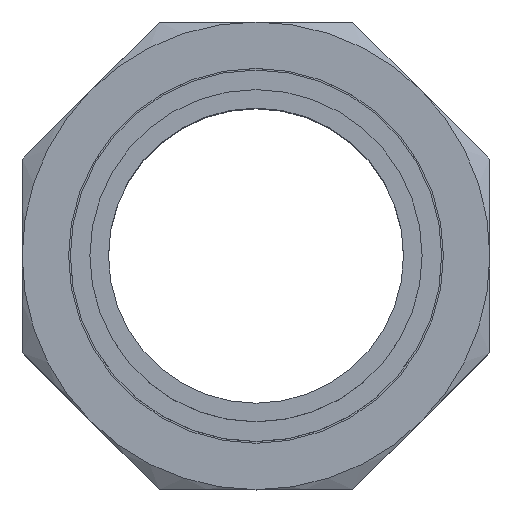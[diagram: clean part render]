
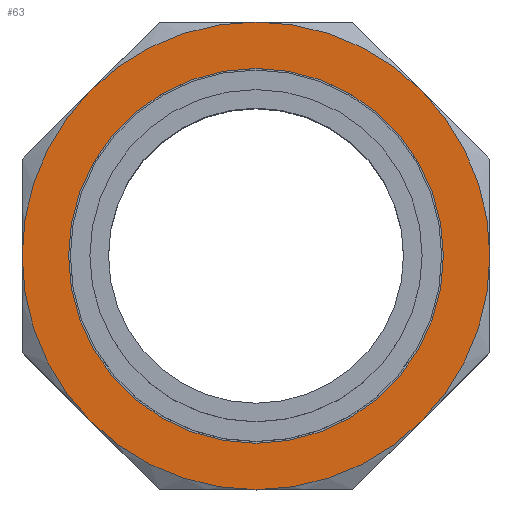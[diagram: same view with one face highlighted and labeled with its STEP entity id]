
A CAD part, top view. The second image highlights one B-rep face of the part: STEP entity #63.
In plain terms, the highlighted planar face has unit normal (0, 0, 1).
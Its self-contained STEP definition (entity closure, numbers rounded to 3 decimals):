
#27 = EDGE_LOOP ( 'NONE', ( #43, #69, #98, #120, #90, #89, #83, #82 ) ) ;
#28 = ORIENTED_EDGE ( 'NONE', *, *, #70, .F. ) ;
#29 = ORIENTED_EDGE ( 'NONE', *, *, #2433, .F. ) ;
#43 = ORIENTED_EDGE ( 'NONE', *, *, #166, .T. ) ;
#63 = ADVANCED_FACE ( 'NONE', ( #2380, #2375 ), #2374, .F. ) ;
#69 = ORIENTED_EDGE ( 'NONE', *, *, #216, .T. ) ;
#70 = EDGE_CURVE ( 'NONE', #2434, #2436, #1990, .T. ) ;
#71 = EDGE_LOOP ( 'NONE', ( #28, #29 ) ) ;
#82 = ORIENTED_EDGE ( 'NONE', *, *, #289, .T. ) ;
#83 = ORIENTED_EDGE ( 'NONE', *, *, #295, .T. ) ;
#89 = ORIENTED_EDGE ( 'NONE', *, *, #1583, .T. ) ;
#90 = ORIENTED_EDGE ( 'NONE', *, *, #1629, .T. ) ;
#98 = ORIENTED_EDGE ( 'NONE', *, *, #179, .T. ) ;
#99 = DIRECTION ( 'NONE',  ( 1., 0., 0. ) ) ;
#100 = DIRECTION ( 'NONE',  ( 0., 0., 1. ) ) ;
#101 = CARTESIAN_POINT ( 'NONE',  ( 0., 0., 12.5 ) ) ;
#102 = AXIS2_PLACEMENT_3D ( 'NONE', #101, #100, #99 ) ;
#103 = CIRCLE ( 'NONE', #102, 34. ) ;
#120 = ORIENTED_EDGE ( 'NONE', *, *, #1397, .T. ) ;
#129 = AXIS2_PLACEMENT_3D ( 'NONE', #136, #133, #151 ) ;
#133 = DIRECTION ( 'NONE',  ( 0., 0., 1. ) ) ;
#136 = CARTESIAN_POINT ( 'NONE',  ( 0., 0., 12.5 ) ) ;
#151 = DIRECTION ( 'NONE',  ( 1., 0., 0. ) ) ;
#158 = CIRCLE ( 'NONE', #129, 34. ) ;
#166 = EDGE_CURVE ( 'NONE', #195, #259, #2250, .T. ) ;
#179 = EDGE_CURVE ( 'NONE', #263, #239, #2277, .T. ) ;
#195 = VERTEX_POINT ( 'NONE', #2416 ) ;
#216 = EDGE_CURVE ( 'NONE', #259, #263, #103, .T. ) ;
#239 = VERTEX_POINT ( 'NONE', #358 ) ;
#240 = VERTEX_POINT ( 'NONE', #357 ) ;
#259 = VERTEX_POINT ( 'NONE', #281 ) ;
#263 = VERTEX_POINT ( 'NONE', #280 ) ;
#279 = VERTEX_POINT ( 'NONE', #308 ) ;
#280 = CARTESIAN_POINT ( 'NONE',  ( 0., 34., 12.5 ) ) ;
#281 = CARTESIAN_POINT ( 'NONE',  ( 24.042, 24.042, 12.5 ) ) ;
#284 = VERTEX_POINT ( 'NONE', #307 ) ;
#289 = EDGE_CURVE ( 'NONE', #284, #195, #312, .T. ) ;
#295 = EDGE_CURVE ( 'NONE', #296, #284, #158, .T. ) ;
#296 = VERTEX_POINT ( 'NONE', #428 ) ;
#307 = CARTESIAN_POINT ( 'NONE',  ( 24.042, -24.042, 12.5 ) ) ;
#308 = CARTESIAN_POINT ( 'NONE',  ( -24.042, -24.042, 12.5 ) ) ;
#309 = CARTESIAN_POINT ( 'NONE',  ( 0., 0., 12.5 ) ) ;
#310 = AXIS2_PLACEMENT_3D ( 'NONE', #309, #314, #313 ) ;
#312 = CIRCLE ( 'NONE', #310, 34. ) ;
#313 = DIRECTION ( 'NONE',  ( 1., 0., 0. ) ) ;
#314 = DIRECTION ( 'NONE',  ( 0., 0., 1. ) ) ;
#357 = CARTESIAN_POINT ( 'NONE',  ( -34., 0., 12.5 ) ) ;
#358 = CARTESIAN_POINT ( 'NONE',  ( -24.042, 24.042, 12.5 ) ) ;
#428 = CARTESIAN_POINT ( 'NONE',  ( 0., -34., 12.5 ) ) ;
#576 = DIRECTION ( 'NONE',  ( 1., 0., 0. ) ) ;
#577 = CIRCLE ( 'NONE', #581, 34. ) ;
#579 = DIRECTION ( 'NONE',  ( 0., 0., 1. ) ) ;
#580 = CARTESIAN_POINT ( 'NONE',  ( 0., 0., 12.5 ) ) ;
#581 = AXIS2_PLACEMENT_3D ( 'NONE', #580, #579, #576 ) ;
#773 = CARTESIAN_POINT ( 'NONE',  ( 0., 0., 12.5 ) ) ;
#783 = DIRECTION ( 'NONE',  ( 1., 0., 0. ) ) ;
#784 = DIRECTION ( 'NONE',  ( 0., 0., 1. ) ) ;
#785 = AXIS2_PLACEMENT_3D ( 'NONE', #773, #784, #783 ) ;
#786 = CIRCLE ( 'NONE', #785, 34. ) ;
#1397 = EDGE_CURVE ( 'NONE', #239, #240, #577, .T. ) ;
#1583 = EDGE_CURVE ( 'NONE', #279, #296, #786, .T. ) ;
#1629 = EDGE_CURVE ( 'NONE', #240, #279, #1848, .T. ) ;
#1652 = DIRECTION ( 'NONE',  ( 0., 0., 1. ) ) ;
#1656 = DIRECTION ( 'NONE',  ( 1., 0., 0. ) ) ;
#1775 = DIRECTION ( 'NONE',  ( 0., 0., 1. ) ) ;
#1783 = DIRECTION ( 'NONE',  ( 1., 0., 0. ) ) ;
#1844 = CARTESIAN_POINT ( 'NONE',  ( 0., 0., 12.5 ) ) ;
#1848 = CIRCLE ( 'NONE', #1853, 34. ) ;
#1852 = CARTESIAN_POINT ( 'NONE',  ( 0., 0., 12.5 ) ) ;
#1853 = AXIS2_PLACEMENT_3D ( 'NONE', #1852, #1859, #1858 ) ;
#1858 = DIRECTION ( 'NONE',  ( 1., 0., 0. ) ) ;
#1859 = DIRECTION ( 'NONE',  ( 0., 0., 1. ) ) ;
#1865 = CIRCLE ( 'NONE', #1991, 27.25 ) ;
#1868 = DIRECTION ( 'NONE',  ( 0., 0., 1. ) ) ;
#1988 = CARTESIAN_POINT ( 'NONE',  ( 0., 0., 12.5 ) ) ;
#1989 = AXIS2_PLACEMENT_3D ( 'NONE', #1988, #1652, #1656 ) ;
#1990 = CIRCLE ( 'NONE', #1989, 27.25 ) ;
#1991 = AXIS2_PLACEMENT_3D ( 'NONE', #1844, #1868, #2010 ) ;
#2010 = DIRECTION ( 'NONE',  ( 1., 0., 0. ) ) ;
#2019 = CARTESIAN_POINT ( 'NONE',  ( 27.25, 0., 12.5 ) ) ;
#2066 = CARTESIAN_POINT ( 'NONE',  ( -27.25, 0., 12.5 ) ) ;
#2248 = CARTESIAN_POINT ( 'NONE',  ( 0., 0., 12.5 ) ) ;
#2249 = AXIS2_PLACEMENT_3D ( 'NONE', #2248, #1775, #1783 ) ;
#2250 = CIRCLE ( 'NONE', #2249, 34. ) ;
#2277 = CIRCLE ( 'NONE', #2284, 34. ) ;
#2282 = DIRECTION ( 'NONE',  ( 0., 0., 1. ) ) ;
#2283 = CARTESIAN_POINT ( 'NONE',  ( 0., 0., 12.5 ) ) ;
#2284 = AXIS2_PLACEMENT_3D ( 'NONE', #2283, #2282, #2299 ) ;
#2299 = DIRECTION ( 'NONE',  ( 1., 0., 0. ) ) ;
#2349 = DIRECTION ( 'NONE',  ( -1., 0., 0. ) ) ;
#2350 = DIRECTION ( 'NONE',  ( 0., 0., -1. ) ) ;
#2351 = CARTESIAN_POINT ( 'NONE',  ( 0., 34., 12.5 ) ) ;
#2352 = AXIS2_PLACEMENT_3D ( 'NONE', #2351, #2350, #2349 ) ;
#2374 = PLANE ( 'NONE',  #2352 ) ;
#2375 = FACE_OUTER_BOUND ( 'NONE', #27, .T. ) ;
#2380 = FACE_BOUND ( 'NONE', #71, .T. ) ;
#2416 = CARTESIAN_POINT ( 'NONE',  ( 34., 0., 12.5 ) ) ;
#2433 = EDGE_CURVE ( 'NONE', #2436, #2434, #1865, .T. ) ;
#2434 = VERTEX_POINT ( 'NONE', #2019 ) ;
#2436 = VERTEX_POINT ( 'NONE', #2066 ) ;
